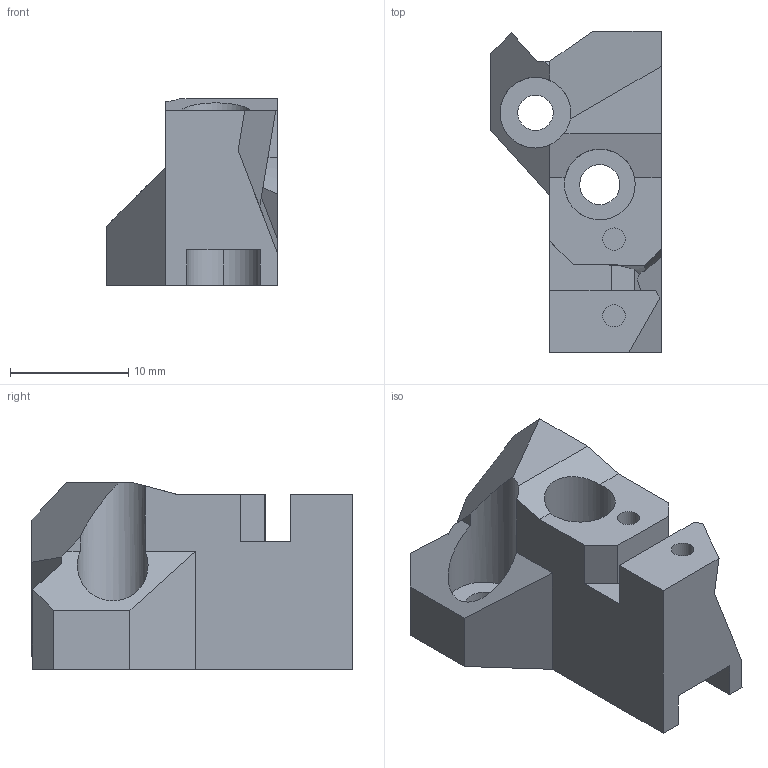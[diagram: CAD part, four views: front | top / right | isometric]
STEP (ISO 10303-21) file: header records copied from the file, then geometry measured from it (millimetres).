
FILE_DESCRIPTION(/* description */ (''),/* implementation_level */ '2;1');
FILE_NAME(/* name */ 'Endstop v1.step',/* time_stamp */ '2023-08-07T14:53:08-07:00',/* author */ (''),/* organization */ (''),/* preprocessor_version */ 'ST-DEVELOPER v20',/* originating_system */ 'Autodesk Translation Framework v12.9.0.99',/* authorisation */ '');
FILE_SCHEMA (('AUTOMOTIVE_DESIGN { 1 0 10303 214 3 1 1 }'));
Length unit declared in the file: millimetre
Products named in the file (1): Endstop
Bounding box: 14.45 x 27.2 x 15.8 mm (x, y, z)
Volume: 2963.4 mm3; surface area: 2240.5 mm2
Topology: 1 solids, 1 shells, 62 faces, 162 edges, 105 vertices
Faces by surface type: plane 51, cylinder 8, bspline 3
Full cylindrical faces by diameter (mm): 1.9 x2, 3 x1, 3.4 x1, 6 x2
Entity records: 2324 total; most frequent: CARTESIAN_POINT 757, ORIENTED_EDGE 324, DIRECTION 295, EDGE_CURVE 162, LINE 131, VECTOR 131, VERTEX_POINT 105, AXIS2_PLACEMENT_3D 82
